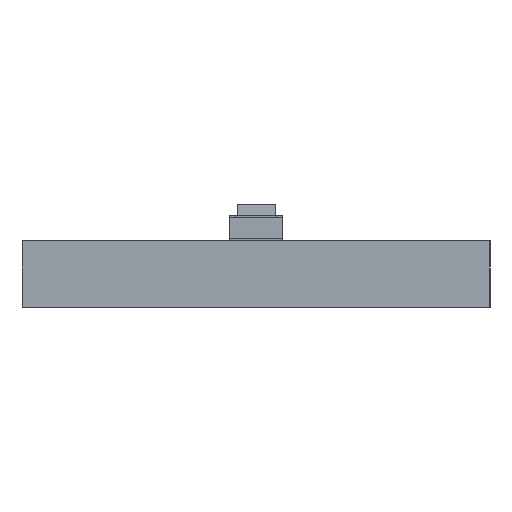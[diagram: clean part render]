
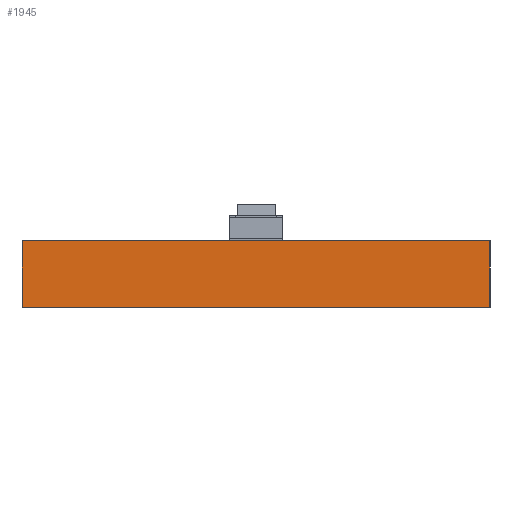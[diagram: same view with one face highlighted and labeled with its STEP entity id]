
A CAD part, left-side view. The second image highlights one B-rep face of the part: STEP entity #1945.
In plain terms, the highlighted planar face has unit normal (-1, 0, 0).
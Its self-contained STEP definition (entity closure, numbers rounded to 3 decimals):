
#272=PLANE('',#2102);
#367=FACE_OUTER_BOUND('',#468,.T.);
#468=EDGE_LOOP('',(#1472,#1473,#1474,#1475));
#577=LINE('',#2853,#798);
#585=LINE('',#2868,#806);
#586=LINE('',#2870,#807);
#587=LINE('',#2871,#808);
#798=VECTOR('',#2295,10.);
#806=VECTOR('',#2307,10.);
#807=VECTOR('',#2310,10.);
#808=VECTOR('',#2311,10.);
#1046=VERTEX_POINT('',#2850);
#1047=VERTEX_POINT('',#2852);
#1051=VERTEX_POINT('',#2864);
#1052=VERTEX_POINT('',#2866);
#1213=EDGE_CURVE('',#1046,#1047,#577,.T.);
#1221=EDGE_CURVE('',#1051,#1052,#585,.T.);
#1222=EDGE_CURVE('',#1046,#1051,#586,.T.);
#1223=EDGE_CURVE('',#1047,#1052,#587,.T.);
#1472=ORIENTED_EDGE('',*,*,#1222,.T.);
#1473=ORIENTED_EDGE('',*,*,#1221,.T.);
#1474=ORIENTED_EDGE('',*,*,#1223,.F.);
#1475=ORIENTED_EDGE('',*,*,#1213,.F.);
#1945=ADVANCED_FACE('',(#367),#272,.T.);
#2102=AXIS2_PLACEMENT_3D('',#2869,#2308,#2309);
#2295=DIRECTION('',(0.,0.,1.));
#2307=DIRECTION('',(0.,0.,1.));
#2308=DIRECTION('center_axis',(-1.,0.,0.));
#2309=DIRECTION('ref_axis',(0.,-1.,0.));
#2310=DIRECTION('',(0.,-1.,0.));
#2311=DIRECTION('',(0.,-1.,0.));
#2850=CARTESIAN_POINT('',(0.,11.,0.));
#2852=CARTESIAN_POINT('',(0.,11.,1.57));
#2853=CARTESIAN_POINT('',(0.,11.,0.));
#2864=CARTESIAN_POINT('',(0.,0.,0.));
#2866=CARTESIAN_POINT('',(0.,0.,1.57));
#2868=CARTESIAN_POINT('',(0.,0.,0.));
#2869=CARTESIAN_POINT('Origin',(0.,11.,0.));
#2870=CARTESIAN_POINT('',(0.,11.,0.));
#2871=CARTESIAN_POINT('',(0.,11.,1.57));
